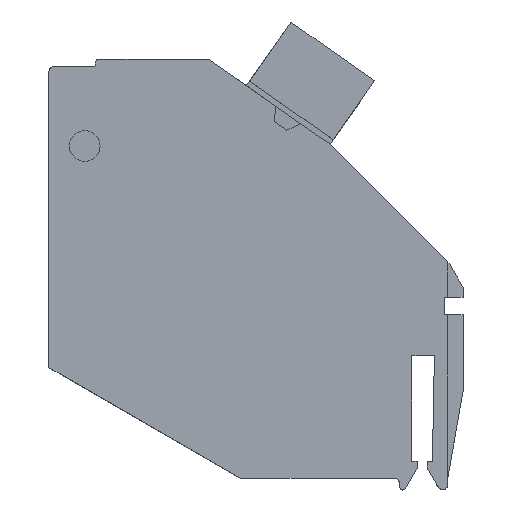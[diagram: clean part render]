
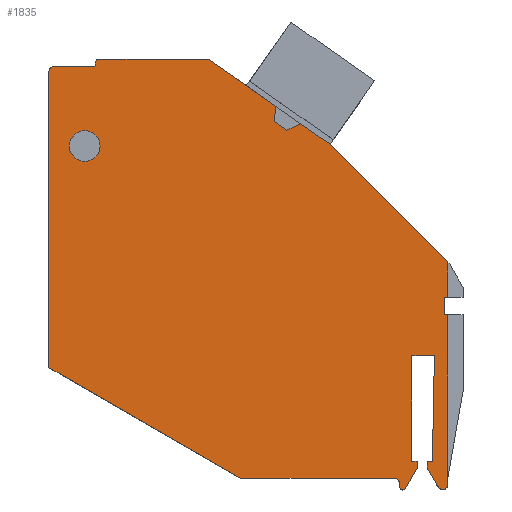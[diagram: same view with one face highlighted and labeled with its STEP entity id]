
A CAD part, top view. The second image highlights one B-rep face of the part: STEP entity #1835.
In plain terms, the highlighted planar face has unit normal (0, 0, 1).
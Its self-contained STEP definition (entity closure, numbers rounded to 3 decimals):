
#182=CARTESIAN_POINT('',(-32.,20.5,4.5));
#183=DIRECTION('',(0.,0.,1.));
#184=DIRECTION('',(1.,0.,0.));
#185=AXIS2_PLACEMENT_3D('',#182,#183,#184);
#187=CARTESIAN_POINT('',(-32.,20.5,4.5));
#188=DIRECTION('',(0.,0.,1.));
#189=DIRECTION('',(-1.,0.,0.));
#190=AXIS2_PLACEMENT_3D('',#187,#188,#189);
#192=CARTESIAN_POINT('',(3.,-12.596,4.5));
#193=DIRECTION('',(0.,0.,1.));
#194=DIRECTION('',(-0.866,-0.5,0.));
#195=AXIS2_PLACEMENT_3D('',#192,#193,#194);
#197=DIRECTION('',(-0.5,0.866,0.));
#198=VECTOR('',#197,2.132);
#199=CARTESIAN_POINT('',(2.567,-12.846,4.5));
#200=LINE('',#199,#198);
#201=DIRECTION('',(0.,1.,0.));
#202=VECTOR('',#201,0.65);
#203=CARTESIAN_POINT('',(1.5,-11.,4.5));
#204=LINE('',#203,#202);
#205=DIRECTION('',(1.,0.,0.));
#206=VECTOR('',#205,0.5);
#207=CARTESIAN_POINT('',(1.5,-10.35,4.5));
#208=LINE('',#207,#206);
#209=DIRECTION('',(0.019,1.,0.));
#210=VECTOR('',#209,10.352);
#211=CARTESIAN_POINT('',(2.,-10.35,4.5));
#212=LINE('',#211,#210);
#213=DIRECTION('',(-1.,0.,0.));
#214=VECTOR('',#213,2.2);
#215=CARTESIAN_POINT('',(2.2,0.,4.5));
#216=LINE('',#215,#214);
#217=DIRECTION('',(0.,-1.,0.));
#218=VECTOR('',#217,10.35);
#219=CARTESIAN_POINT('',(0.,0.,4.5));
#220=LINE('',#219,#218);
#221=DIRECTION('',(1.,0.,0.));
#222=VECTOR('',#221,0.5);
#223=CARTESIAN_POINT('',(0.,-10.35,4.5));
#224=LINE('',#223,#222);
#225=DIRECTION('',(0.,-1.,0.));
#226=VECTOR('',#225,0.65);
#227=CARTESIAN_POINT('',(0.5,-10.35,4.5));
#228=LINE('',#227,#226);
#229=DIRECTION('',(-0.5,-0.866,0.));
#230=VECTOR('',#229,2.28);
#231=CARTESIAN_POINT('',(0.5,-11.,4.5));
#232=LINE('',#231,#230);
#233=CARTESIAN_POINT('',(-0.9,-12.825,4.5));
#234=DIRECTION('',(0.,0.,1.));
#235=DIRECTION('',(-1.,0.,0.));
#236=AXIS2_PLACEMENT_3D('',#233,#234,#235);
#238=DIRECTION('',(0.,-1.,0.));
#239=VECTOR('',#238,0.325);
#240=CARTESIAN_POINT('',(-1.2,-12.5,4.5));
#241=LINE('',#240,#239);
#242=DIRECTION('',(1.,0.,0.));
#243=VECTOR('',#242,15.042);
#244=CARTESIAN_POINT('',(-16.742,-12.,4.5));
#245=LINE('',#244,#243);
#246=DIRECTION('',(-0.866,0.5,0.));
#247=VECTOR('',#246,21.66);
#248=CARTESIAN_POINT('',(-16.742,-12.,4.5));
#249=LINE('',#248,#247);
#250=DIRECTION('',(0.,-1.,0.));
#251=VECTOR('',#250,28.97);
#252=CARTESIAN_POINT('',(-35.5,27.8,4.5));
#253=LINE('',#252,#251);
#254=CARTESIAN_POINT('',(-35.,27.8,4.5));
#255=DIRECTION('',(0.,0.,1.));
#256=DIRECTION('',(0.,1.,0.));
#257=AXIS2_PLACEMENT_3D('',#254,#255,#256);
#259=DIRECTION('',(1.,0.,0.));
#260=VECTOR('',#259,4.);
#261=CARTESIAN_POINT('',(-35.,28.3,4.5));
#262=LINE('',#261,#260);
#263=DIRECTION('',(0.174,0.985,0.));
#264=VECTOR('',#263,0.459);
#265=CARTESIAN_POINT('',(-31.,28.3,4.5));
#266=LINE('',#265,#264);
#267=CARTESIAN_POINT('',(-30.625,28.7,4.5));
#268=DIRECTION('',(0.,0.,1.));
#269=DIRECTION('',(0.,1.,0.));
#270=AXIS2_PLACEMENT_3D('',#267,#268,#269);
#272=DIRECTION('',(-1.,0.,0.));
#273=VECTOR('',#272,10.735);
#274=CARTESIAN_POINT('',(-19.89,29.,4.5));
#275=LINE('',#274,#273);
#276=DIRECTION('',(0.819,-0.574,0.));
#277=VECTOR('',#276,8.008);
#278=CARTESIAN_POINT('',(-19.89,29.,4.5));
#279=LINE('',#278,#277);
#280=DIRECTION('',(-0.087,-0.996,0.));
#281=VECTOR('',#280,1.501);
#282=CARTESIAN_POINT('',(-13.33,24.407,4.5));
#283=LINE('',#282,#281);
#284=DIRECTION('',(0.819,-0.574,0.));
#285=VECTOR('',#284,1.49);
#286=CARTESIAN_POINT('',(-13.461,22.911,4.5));
#287=LINE('',#286,#285);
#288=DIRECTION('',(0.906,0.423,0.));
#289=VECTOR('',#288,1.501);
#290=CARTESIAN_POINT('',(-12.24,22.057,4.5));
#291=LINE('',#290,#289);
#292=DIRECTION('',(0.819,-0.574,0.));
#293=VECTOR('',#292,3.516);
#294=CARTESIAN_POINT('',(-10.88,22.691,4.5));
#295=LINE('',#294,#293);
#296=DIRECTION('',(0.707,-0.707,0.));
#297=VECTOR('',#296,16.263);
#298=CARTESIAN_POINT('',(-8.,20.675,4.5));
#299=LINE('',#298,#297);
#300=DIRECTION('',(0.,-1.,0.));
#301=VECTOR('',#300,3.475);
#302=CARTESIAN_POINT('',(3.5,9.175,4.5));
#303=LINE('',#302,#301);
#304=DIRECTION('',(-1.,0.,0.));
#305=VECTOR('',#304,0.3);
#306=CARTESIAN_POINT('',(3.5,5.7,4.5));
#307=LINE('',#306,#305);
#308=DIRECTION('',(0.,-1.,0.));
#309=VECTOR('',#308,1.7);
#310=CARTESIAN_POINT('',(3.2,5.7,4.5));
#311=LINE('',#310,#309);
#312=DIRECTION('',(-1.,0.,0.));
#313=VECTOR('',#312,0.3);
#314=CARTESIAN_POINT('',(3.5,4.,4.5));
#315=LINE('',#314,#313);
#316=DIRECTION('',(0.,-1.,0.));
#317=VECTOR('',#316,16.596);
#318=CARTESIAN_POINT('',(3.5,4.,4.5));
#319=LINE('',#318,#317);
#358=CARTESIAN_POINT('',(-1.7,-12.5,4.5));
#359=DIRECTION('',(0.,0.,-1.));
#360=DIRECTION('',(0.,1.,0.));
#361=AXIS2_PLACEMENT_3D('',#358,#359,#360);
#1168=CARTESIAN_POINT('',(-16.742,-12.,4.5));
#1169=CARTESIAN_POINT('',(-35.5,-1.17,4.5));
#1170=VERTEX_POINT('',#1168);
#1171=VERTEX_POINT('',#1169);
#1173=CARTESIAN_POINT('',(-31.,28.3,4.5));
#1175=VERTEX_POINT('',#1173);
#1177=CARTESIAN_POINT('',(-19.89,29.,4.5));
#1179=VERTEX_POINT('',#1177);
#1184=CARTESIAN_POINT('',(3.5,9.175,4.5));
#1185=VERTEX_POINT('',#1184);
#1196=CARTESIAN_POINT('',(-8.,20.675,4.5));
#1197=VERTEX_POINT('',#1196);
#1206=CARTESIAN_POINT('',(0.,0.,4.5));
#1207=CARTESIAN_POINT('',(0.,-10.35,4.5));
#1208=VERTEX_POINT('',#1206);
#1209=VERTEX_POINT('',#1207);
#1210=CARTESIAN_POINT('',(2.,-10.35,4.5));
#1211=CARTESIAN_POINT('',(2.2,0.,4.5));
#1212=VERTEX_POINT('',#1210);
#1213=VERTEX_POINT('',#1211);
#1222=CARTESIAN_POINT('',(0.5,-10.35,4.5));
#1223=CARTESIAN_POINT('',(0.5,-11.,4.5));
#1224=VERTEX_POINT('',#1222);
#1225=VERTEX_POINT('',#1223);
#1226=CARTESIAN_POINT('',(1.5,-11.,4.5));
#1227=CARTESIAN_POINT('',(1.5,-10.35,4.5));
#1228=VERTEX_POINT('',#1226);
#1229=VERTEX_POINT('',#1227);
#1230=CARTESIAN_POINT('',(-1.7,-12.,4.5));
#1232=VERTEX_POINT('',#1230);
#1234=CARTESIAN_POINT('',(-1.2,-12.5,4.5));
#1236=VERTEX_POINT('',#1234);
#1242=CARTESIAN_POINT('',(2.567,-12.846,4.5));
#1243=VERTEX_POINT('',#1242);
#1244=CARTESIAN_POINT('',(3.5,-12.596,4.5));
#1245=VERTEX_POINT('',#1244);
#1246=CARTESIAN_POINT('',(-1.2,-12.825,4.5));
#1247=CARTESIAN_POINT('',(-0.64,-12.975,4.5));
#1248=VERTEX_POINT('',#1246);
#1249=VERTEX_POINT('',#1247);
#1258=CARTESIAN_POINT('',(-35.,28.3,4.5));
#1259=VERTEX_POINT('',#1258);
#1260=CARTESIAN_POINT('',(-35.5,27.8,4.5));
#1261=VERTEX_POINT('',#1260);
#1262=CARTESIAN_POINT('',(-30.625,29.,4.5));
#1263=CARTESIAN_POINT('',(-30.92,28.752,4.5));
#1264=VERTEX_POINT('',#1262);
#1265=VERTEX_POINT('',#1263);
#1386=CARTESIAN_POINT('',(-30.5,20.5,4.5));
#1387=CARTESIAN_POINT('',(-33.5,20.5,4.5));
#1388=VERTEX_POINT('',#1386);
#1389=VERTEX_POINT('',#1387);
#1398=CARTESIAN_POINT('',(-13.33,24.407,4.5));
#1399=CARTESIAN_POINT('',(-13.461,22.911,4.5));
#1400=VERTEX_POINT('',#1398);
#1401=VERTEX_POINT('',#1399);
#1402=CARTESIAN_POINT('',(-12.24,22.057,4.5));
#1403=VERTEX_POINT('',#1402);
#1404=CARTESIAN_POINT('',(-10.88,22.691,4.5));
#1405=VERTEX_POINT('',#1404);
#1446=CARTESIAN_POINT('',(3.5,5.7,4.5));
#1447=CARTESIAN_POINT('',(3.2,5.7,4.5));
#1448=VERTEX_POINT('',#1446);
#1449=VERTEX_POINT('',#1447);
#1450=CARTESIAN_POINT('',(3.2,4.,4.5));
#1451=VERTEX_POINT('',#1450);
#1452=CARTESIAN_POINT('',(3.5,4.,4.5));
#1453=VERTEX_POINT('',#1452);
#1766=CARTESIAN_POINT('',(0.,0.,4.5));
#1767=DIRECTION('',(0.,0.,1.));
#1768=DIRECTION('',(1.,0.,0.));
#1769=AXIS2_PLACEMENT_3D('',#1766,#1767,#1768);
#1770=PLANE('',#1769);
#1771=ORIENTED_EDGE('',*,*,#1660,.F.);
#1772=ORIENTED_EDGE('',*,*,#1676,.T.);
#1773=ORIENTED_EDGE('',*,*,#1689,.T.);
#1774=ORIENTED_EDGE('',*,*,#1719,.T.);
#1776=ORIENTED_EDGE('',*,*,#1775,.T.);
#1778=ORIENTED_EDGE('',*,*,#1777,.T.);
#1780=ORIENTED_EDGE('',*,*,#1779,.T.);
#1781=ORIENTED_EDGE('',*,*,#1702,.T.);
#1782=ORIENTED_EDGE('',*,*,#1732,.T.);
#1783=ORIENTED_EDGE('',*,*,#1745,.T.);
#1784=ORIENTED_EDGE('',*,*,#1757,.F.);
#1786=ORIENTED_EDGE('',*,*,#1785,.F.);
#1788=ORIENTED_EDGE('',*,*,#1787,.F.);
#1790=ORIENTED_EDGE('',*,*,#1789,.F.);
#1792=ORIENTED_EDGE('',*,*,#1791,.T.);
#1794=ORIENTED_EDGE('',*,*,#1793,.F.);
#1796=ORIENTED_EDGE('',*,*,#1795,.F.);
#1798=ORIENTED_EDGE('',*,*,#1797,.T.);
#1800=ORIENTED_EDGE('',*,*,#1799,.T.);
#1802=ORIENTED_EDGE('',*,*,#1801,.F.);
#1804=ORIENTED_EDGE('',*,*,#1803,.F.);
#1806=ORIENTED_EDGE('',*,*,#1805,.T.);
#1808=ORIENTED_EDGE('',*,*,#1807,.T.);
#1810=ORIENTED_EDGE('',*,*,#1809,.T.);
#1812=ORIENTED_EDGE('',*,*,#1811,.T.);
#1814=ORIENTED_EDGE('',*,*,#1813,.T.);
#1816=ORIENTED_EDGE('',*,*,#1815,.T.);
#1818=ORIENTED_EDGE('',*,*,#1817,.T.);
#1820=ORIENTED_EDGE('',*,*,#1819,.T.);
#1822=ORIENTED_EDGE('',*,*,#1821,.T.);
#1824=ORIENTED_EDGE('',*,*,#1823,.F.);
#1826=ORIENTED_EDGE('',*,*,#1825,.T.);
#1827=EDGE_LOOP('',(#1771,#1772,#1773,#1774,#1776,#1778,#1780,#1781,#1782,#1783,
#1784,#1786,#1788,#1790,#1792,#1794,#1796,#1798,#1800,#1802,#1804,#1806,#1808,
#1810,#1812,#1814,#1816,#1818,#1820,#1822,#1824,#1826));
#1828=FACE_OUTER_BOUND('',#1827,.F.);
#1830=ORIENTED_EDGE('',*,*,#1829,.T.);
#1832=ORIENTED_EDGE('',*,*,#1831,.T.);
#1833=EDGE_LOOP('',(#1830,#1832));
#1834=FACE_BOUND('',#1833,.F.);
#186=CIRCLE('',#185,1.5);
#191=CIRCLE('',#190,1.5);
#196=CIRCLE('',#195,0.5);
#237=CIRCLE('',#236,0.3);
#258=CIRCLE('',#257,0.5);
#271=CIRCLE('',#270,0.3);
#362=CIRCLE('',#361,0.5);
#1660=EDGE_CURVE('',#1243,#1245,#196,.T.);
#1676=EDGE_CURVE('',#1243,#1228,#200,.T.);
#1689=EDGE_CURVE('',#1228,#1229,#204,.T.);
#1702=EDGE_CURVE('',#1209,#1224,#224,.T.);
#1719=EDGE_CURVE('',#1229,#1212,#208,.T.);
#1732=EDGE_CURVE('',#1224,#1225,#228,.T.);
#1745=EDGE_CURVE('',#1225,#1249,#232,.T.);
#1757=EDGE_CURVE('',#1248,#1249,#237,.T.);
#1775=EDGE_CURVE('',#1212,#1213,#212,.T.);
#1777=EDGE_CURVE('',#1213,#1208,#216,.T.);
#1779=EDGE_CURVE('',#1208,#1209,#220,.T.);
#1785=EDGE_CURVE('',#1236,#1248,#241,.T.);
#1787=EDGE_CURVE('',#1232,#1236,#362,.T.);
#1789=EDGE_CURVE('',#1170,#1232,#245,.T.);
#1791=EDGE_CURVE('',#1170,#1171,#249,.T.);
#1793=EDGE_CURVE('',#1261,#1171,#253,.T.);
#1795=EDGE_CURVE('',#1259,#1261,#258,.T.);
#1797=EDGE_CURVE('',#1259,#1175,#262,.T.);
#1799=EDGE_CURVE('',#1175,#1265,#266,.T.);
#1801=EDGE_CURVE('',#1264,#1265,#271,.T.);
#1803=EDGE_CURVE('',#1179,#1264,#275,.T.);
#1805=EDGE_CURVE('',#1179,#1400,#279,.T.);
#1807=EDGE_CURVE('',#1400,#1401,#283,.T.);
#1809=EDGE_CURVE('',#1401,#1403,#287,.T.);
#1811=EDGE_CURVE('',#1403,#1405,#291,.T.);
#1813=EDGE_CURVE('',#1405,#1197,#295,.T.);
#1815=EDGE_CURVE('',#1197,#1185,#299,.T.);
#1817=EDGE_CURVE('',#1185,#1448,#303,.T.);
#1819=EDGE_CURVE('',#1448,#1449,#307,.T.);
#1821=EDGE_CURVE('',#1449,#1451,#311,.T.);
#1823=EDGE_CURVE('',#1453,#1451,#315,.T.);
#1825=EDGE_CURVE('',#1453,#1245,#319,.T.);
#1829=EDGE_CURVE('',#1388,#1389,#186,.T.);
#1831=EDGE_CURVE('',#1389,#1388,#191,.T.);
#1835=ADVANCED_FACE('',(#1828,#1834),#1770,.T.);
